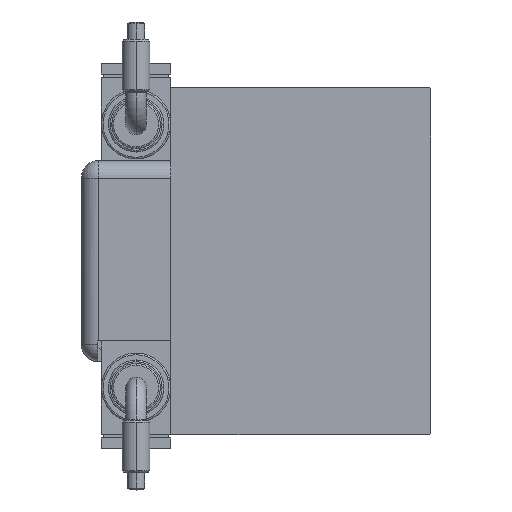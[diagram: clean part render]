
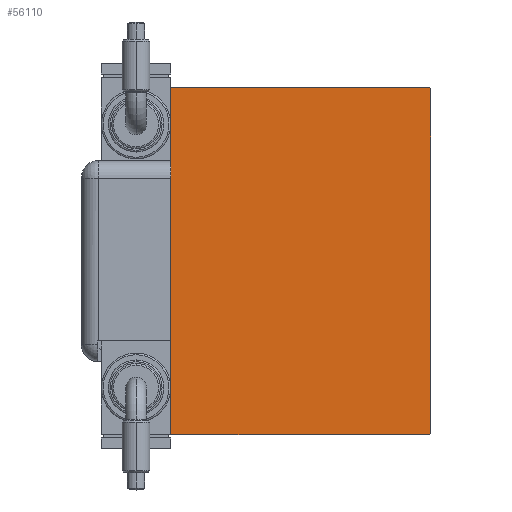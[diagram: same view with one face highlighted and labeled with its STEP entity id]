
A CAD part, left-side view. The second image highlights one B-rep face of the part: STEP entity #56110.
In plain terms, the highlighted face is planar.
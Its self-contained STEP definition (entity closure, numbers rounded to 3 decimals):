
#611 = ORIENTED_EDGE ( 'NONE', *, *, #11826, .T. ) ;
#1580 = LINE ( 'NONE', #21688, #32129 ) ;
#1885 = CARTESIAN_POINT ( 'NONE',  ( 123., -37.2, 50. ) ) ;
#2673 = CARTESIAN_POINT ( 'NONE',  ( 123., 37.2, -50. ) ) ;
#3070 = PLANE ( 'NONE',  #4826 ) ;
#4826 = AXIS2_PLACEMENT_3D ( 'NONE', #8622, #8016, #46023 ) ;
#5083 = VERTEX_POINT ( 'NONE', #60514 ) ;
#6797 = DIRECTION ( 'NONE',  ( 0., -0.707, 0.707 ) ) ;
#8016 = DIRECTION ( 'NONE',  ( 1., 0., 0. ) ) ;
#8164 = EDGE_LOOP ( 'NONE', ( #18526, #50167, #31745, #29534, #611, #48070, #25918, #45169 ) ) ;
#8490 = VECTOR ( 'NONE', #38894, 1000. ) ;
#8622 = CARTESIAN_POINT ( 'NONE',  ( 123., 0., 0. ) ) ;
#8899 = CARTESIAN_POINT ( 'NONE',  ( 123., 37.5, -49.7 ) ) ;
#9405 = VECTOR ( 'NONE', #18273, 1000. ) ;
#11826 = EDGE_CURVE ( 'NONE', #51063, #44454, #18893, .T. ) ;
#12650 = LINE ( 'NONE', #59577, #40125 ) ;
#12669 = LINE ( 'NONE', #54660, #39758 ) ;
#14558 = CARTESIAN_POINT ( 'NONE',  ( 123., 37.5, 50. ) ) ;
#15728 = EDGE_CURVE ( 'NONE', #53069, #5083, #48472, .T. ) ;
#16638 = LINE ( 'NONE', #21890, #24018 ) ;
#18273 = DIRECTION ( 'NONE',  ( 0., 1., 0. ) ) ;
#18526 = ORIENTED_EDGE ( 'NONE', *, *, #22601, .T. ) ;
#18893 = LINE ( 'NONE', #14558, #47386 ) ;
#20452 = DIRECTION ( 'NONE',  ( 0., -0.707, -0.707 ) ) ;
#21591 = DIRECTION ( 'NONE',  ( 0., 0.707, 0.707 ) ) ;
#21688 = CARTESIAN_POINT ( 'NONE',  ( 123., -43.6, 43.6 ) ) ;
#21890 = CARTESIAN_POINT ( 'NONE',  ( 123., 43.6, -43.6 ) ) ;
#22601 = EDGE_CURVE ( 'NONE', #24651, #48156, #22923, .T. ) ;
#22923 = LINE ( 'NONE', #46996, #9405 ) ;
#24018 = VECTOR ( 'NONE', #21591, 1000. ) ;
#24651 = VERTEX_POINT ( 'NONE', #44215 ) ;
#24659 = VERTEX_POINT ( 'NONE', #42978 ) ;
#25225 = EDGE_CURVE ( 'NONE', #48156, #53069, #16638, .T. ) ;
#25918 = ORIENTED_EDGE ( 'NONE', *, *, #37958, .T. ) ;
#27996 = CARTESIAN_POINT ( 'NONE',  ( 123., -43.6, -43.6 ) ) ;
#29061 = EDGE_CURVE ( 'NONE', #44454, #24659, #1580, .T. ) ;
#29534 = ORIENTED_EDGE ( 'NONE', *, *, #35714, .T. ) ;
#31745 = ORIENTED_EDGE ( 'NONE', *, *, #15728, .T. ) ;
#31941 = VECTOR ( 'NONE', #56986, 1000. ) ;
#32129 = VECTOR ( 'NONE', #20452, 1000. ) ;
#33652 = CARTESIAN_POINT ( 'NONE',  ( 123., 37.5, -50. ) ) ;
#35714 = EDGE_CURVE ( 'NONE', #5083, #51063, #12650, .T. ) ;
#37373 = CARTESIAN_POINT ( 'NONE',  ( 123., -37.5, -49.7 ) ) ;
#37793 = CARTESIAN_POINT ( 'NONE',  ( 123., 37.2, 50. ) ) ;
#37958 = EDGE_CURVE ( 'NONE', #24659, #46184, #12669, .T. ) ;
#38165 = LINE ( 'NONE', #27996, #31941 ) ;
#38650 = DIRECTION ( 'NONE',  ( 0., -1., 0. ) ) ;
#38894 = DIRECTION ( 'NONE',  ( 0., 0., 1. ) ) ;
#39758 = VECTOR ( 'NONE', #59300, 1000. ) ;
#40125 = VECTOR ( 'NONE', #6797, 1000. ) ;
#40778 = FACE_OUTER_BOUND ( 'NONE', #8164, .T. ) ;
#40827 = EDGE_CURVE ( 'NONE', #46184, #24651, #38165, .T. ) ;
#42978 = CARTESIAN_POINT ( 'NONE',  ( 123., -37.5, 49.7 ) ) ;
#44215 = CARTESIAN_POINT ( 'NONE',  ( 123., -37.2, -50. ) ) ;
#44454 = VERTEX_POINT ( 'NONE', #1885 ) ;
#45169 = ORIENTED_EDGE ( 'NONE', *, *, #40827, .T. ) ;
#46023 = DIRECTION ( 'NONE',  ( 0., 0., -1. ) ) ;
#46184 = VERTEX_POINT ( 'NONE', #37373 ) ;
#46996 = CARTESIAN_POINT ( 'NONE',  ( 123., -37.5, -50. ) ) ;
#47386 = VECTOR ( 'NONE', #38650, 1000. ) ;
#48070 = ORIENTED_EDGE ( 'NONE', *, *, #29061, .T. ) ;
#48156 = VERTEX_POINT ( 'NONE', #2673 ) ;
#48472 = LINE ( 'NONE', #33652, #8490 ) ;
#50167 = ORIENTED_EDGE ( 'NONE', *, *, #25225, .T. ) ;
#51063 = VERTEX_POINT ( 'NONE', #37793 ) ;
#53069 = VERTEX_POINT ( 'NONE', #8899 ) ;
#54660 = CARTESIAN_POINT ( 'NONE',  ( 123., -37.5, 50. ) ) ;
#56110 = ADVANCED_FACE ( 'NONE', ( #40778 ), #3070, .T. ) ;
#56986 = DIRECTION ( 'NONE',  ( 0., 0.707, -0.707 ) ) ;
#59300 = DIRECTION ( 'NONE',  ( 0., 0., -1. ) ) ;
#59577 = CARTESIAN_POINT ( 'NONE',  ( 123., 43.6, 43.6 ) ) ;
#60514 = CARTESIAN_POINT ( 'NONE',  ( 123., 37.5, 49.7 ) ) ;
